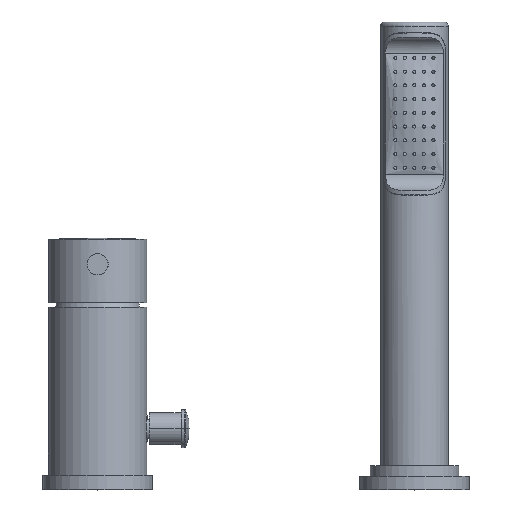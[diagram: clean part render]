
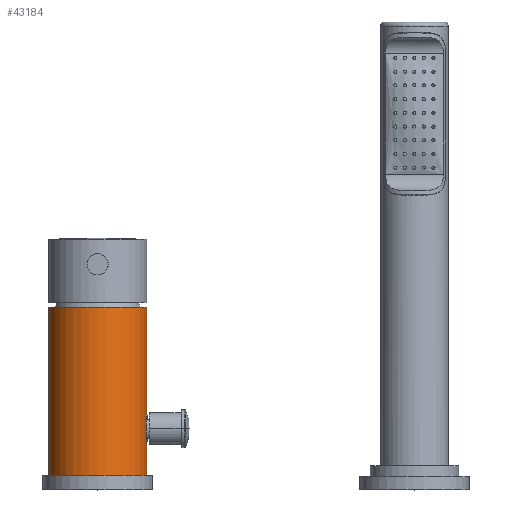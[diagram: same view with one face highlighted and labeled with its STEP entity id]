
A CAD part, top view. The second image highlights one B-rep face of the part: STEP entity #43184.
In plain terms, the highlighted cylindrical face has radius 23.25 mm (diameter 46.5 mm), a partial arc.
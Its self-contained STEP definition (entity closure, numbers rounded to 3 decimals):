
#11882=CARTESIAN_POINT('',(0.,80.,0.));
#11883=DIRECTION('',(0.,-1.,0.));
#11884=DIRECTION('',(1.,0.,0.));
#11885=AXIS2_PLACEMENT_3D('',#11882,#11883,#11884);
#11902=DIRECTION('',(0.,1.,0.));
#11903=VECTOR('',#11902,13.922);
#11904=CARTESIAN_POINT('',(23.25,0.5,0.));
#11905=LINE('',#11904,#11903);
#11984=DIRECTION('',(0.,1.,0.));
#11985=VECTOR('',#11984,49.422);
#11986=CARTESIAN_POINT('',(23.25,30.578,0.));
#11987=LINE('',#11986,#11985);
#11988=DIRECTION('',(0.,1.,0.));
#11989=VECTOR('',#11988,79.5);
#11990=CARTESIAN_POINT('',(-23.25,0.5,0.));
#11991=LINE('',#11990,#11989);
#15338=CARTESIAN_POINT('',(0.,0.5,0.));
#15339=DIRECTION('',(0.,-1.,0.));
#15340=DIRECTION('',(1.,0.,0.));
#15341=AXIS2_PLACEMENT_3D('',#15338,#15339,#15340);
#15343=CARTESIAN_POINT('',(22.81,22.5,4.5));
#15344=CARTESIAN_POINT('',(22.81,22.7,4.5));
#15345=CARTESIAN_POINT('',(22.813,23.1,4.487));
#15346=CARTESIAN_POINT('',(22.824,23.699,4.43));
#15347=CARTESIAN_POINT('',(22.842,24.294,4.336));
#15348=CARTESIAN_POINT('',(22.867,24.883,4.203));
#15349=CARTESIAN_POINT('',(22.898,25.463,4.033));
#15350=CARTESIAN_POINT('',(22.934,26.033,3.825));
#15351=CARTESIAN_POINT('',(22.973,26.591,3.581));
#15352=CARTESIAN_POINT('',(23.015,27.132,3.302));
#15353=CARTESIAN_POINT('',(23.058,27.654,2.988));
#15354=CARTESIAN_POINT('',(23.1,28.156,2.641));
#15355=CARTESIAN_POINT('',(23.141,28.633,2.264));
#15356=CARTESIAN_POINT('',(23.177,29.083,1.858));
#15357=CARTESIAN_POINT('',(23.208,29.505,1.427));
#15358=CARTESIAN_POINT('',(23.231,29.896,
0.972));
#15359=CARTESIAN_POINT('',(23.246,30.256,
0.496));
#15360=CARTESIAN_POINT('',(23.25,30.474,0.167));
#15361=CARTESIAN_POINT('',(23.25,30.578,0.));
#15363=CARTESIAN_POINT('',(23.25,14.422,0.));
#15364=CARTESIAN_POINT('',(23.25,14.526,0.167));
#15365=CARTESIAN_POINT('',(23.246,14.744,
0.496));
#15366=CARTESIAN_POINT('',(23.231,15.104,
0.972));
#15367=CARTESIAN_POINT('',(23.208,15.495,1.427));
#15368=CARTESIAN_POINT('',(23.177,15.917,1.858));
#15369=CARTESIAN_POINT('',(23.141,16.367,2.264));
#15370=CARTESIAN_POINT('',(23.1,16.844,2.641));
#15371=CARTESIAN_POINT('',(23.058,17.346,2.988));
#15372=CARTESIAN_POINT('',(23.015,17.868,3.302));
#15373=CARTESIAN_POINT('',(22.973,18.409,3.581));
#15374=CARTESIAN_POINT('',(22.934,18.967,3.825));
#15375=CARTESIAN_POINT('',(22.898,19.537,4.033));
#15376=CARTESIAN_POINT('',(22.867,20.117,4.203));
#15377=CARTESIAN_POINT('',(22.842,20.706,4.336));
#15378=CARTESIAN_POINT('',(22.824,21.301,4.43));
#15379=CARTESIAN_POINT('',(22.813,21.9,4.487));
#15380=CARTESIAN_POINT('',(22.81,22.3,4.5));
#15381=CARTESIAN_POINT('',(22.81,22.5,4.5));
#16059=CARTESIAN_POINT('',(23.25,80.,0.));
#16060=CARTESIAN_POINT('',(-23.25,80.,0.));
#16061=VERTEX_POINT('',#16059);
#16062=VERTEX_POINT('',#16060);
#16093=VERTEX_POINT('',#15363);
#16094=VERTEX_POINT('',#15381);
#16095=VERTEX_POINT('',#15361);
#19143=CARTESIAN_POINT('',(23.25,0.5,0.));
#19144=CARTESIAN_POINT('',(-23.25,0.5,0.));
#19145=VERTEX_POINT('',#19143);
#19146=VERTEX_POINT('',#19144);
#43170=CARTESIAN_POINT('',(0.,86.5,0.));
#43171=DIRECTION('',(0.,-1.,0.));
#43172=DIRECTION('',(-1.,0.,0.));
#43173=AXIS2_PLACEMENT_3D('',#43170,#43171,#43172);
#43174=CYLINDRICAL_SURFACE('',#43173,23.25);
#43175=ORIENTED_EDGE('',*,*,#37910,.T.);
#43176=ORIENTED_EDGE('',*,*,#37887,.T.);
#43177=ORIENTED_EDGE('',*,*,#37854,.F.);
#43178=ORIENTED_EDGE('',*,*,#37884,.F.);
#43179=ORIENTED_EDGE('',*,*,#43094,.F.);
#43180=ORIENTED_EDGE('',*,*,#43118,.F.);
#43181=ORIENTED_EDGE('',*,*,#37878,.F.);
#43182=EDGE_LOOP('',(#43175,#43176,#43177,#43178,#43179,#43180,#43181));
#43183=FACE_OUTER_BOUND('',#43182,.F.);
#43184=ADVANCED_FACE('',(#43183),#43174,.T.);
#11886=CIRCLE('',#11885,23.25);
#15342=CIRCLE('',#15341,23.25);
#15362=B_SPLINE_CURVE_WITH_KNOTS('',3,(#15343,#15344,#15345,#15346,#15347,
#15348,#15349,#15350,#15351,#15352,#15353,#15354,#15355,#15356,#15357,#15358,
#15359,#15360,#15361),.UNSPECIFIED.,.F.,.F.,(4,1,1,1,1,1,1,1,1,1,1,1,1,1,1,1,4),
(0.,0.063,0.125,0.188,0.25,0.313,0.375,0.438,0.5,0.563,
0.625,0.688,0.75,0.813,0.875,0.938,1.),.UNSPECIFIED.);
#15382=B_SPLINE_CURVE_WITH_KNOTS('',3,(#15363,#15364,#15365,#15366,#15367,
#15368,#15369,#15370,#15371,#15372,#15373,#15374,#15375,#15376,#15377,#15378,
#15379,#15380,#15381),.UNSPECIFIED.,.F.,.F.,(4,1,1,1,1,1,1,1,1,1,1,1,1,1,1,1,4),
(0.,0.063,0.125,0.188,0.25,0.313,0.375,0.438,0.5,0.563,
0.625,0.688,0.75,0.813,0.875,0.938,1.),.UNSPECIFIED.);
#37854=EDGE_CURVE('',#16061,#16062,#11886,.T.);
#37878=EDGE_CURVE('',#19145,#16093,#11905,.T.);
#37884=EDGE_CURVE('',#16095,#16061,#11987,.T.);
#37887=EDGE_CURVE('',#19146,#16062,#11991,.T.);
#37910=EDGE_CURVE('',#19145,#19146,#15342,.T.);
#43094=EDGE_CURVE('',#16094,#16095,#15362,.T.);
#43118=EDGE_CURVE('',#16093,#16094,#15382,.T.);
